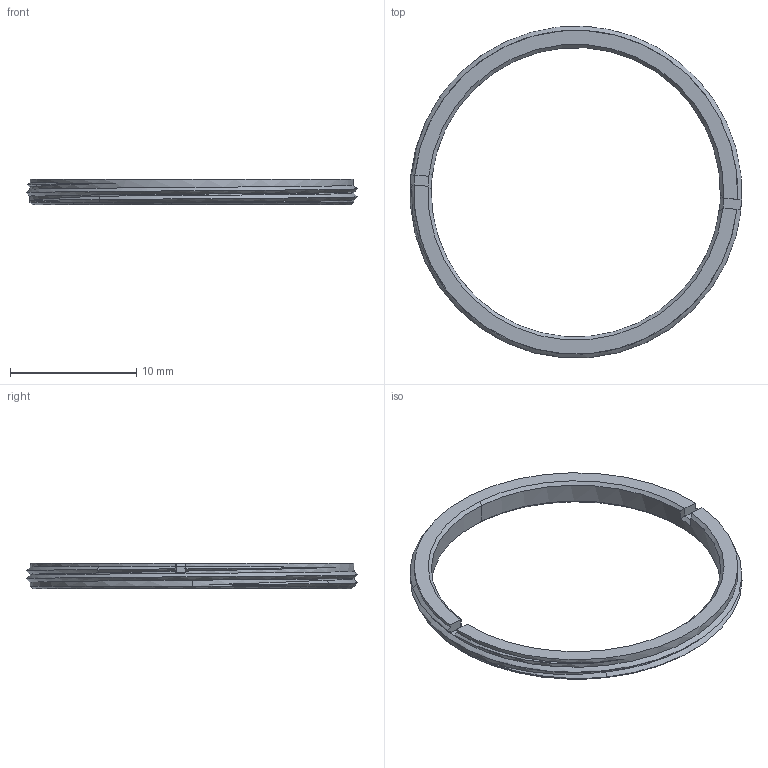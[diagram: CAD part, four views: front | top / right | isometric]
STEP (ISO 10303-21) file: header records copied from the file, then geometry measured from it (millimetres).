
FILE_DESCRIPTION((''),'2;1');
FILE_NAME('CSK3_1','2021-08-16T',('Administrator'),(''),'CREO PARAMETRIC BY PTC INC, 2017300','CREO PARAMETRIC BY PTC INC, 2017300','');
FILE_SCHEMA(('CONFIG_CONTROL_DESIGN'));
Length unit declared in the file: millimetre
Products named in the file (1): CSK3_1
Bounding box: 26.22 x 26.23 x 2.03 mm (x, y, z)
Volume: 216 mm3; surface area: 536.5 mm2
Topology: 1 solids, 1 shells, 39 faces, 96 edges, 58 vertices
Faces by surface type: plane 13, bspline 11, cone 8, cylinder 7
Entity records: 2091 total; most frequent: CARTESIAN_POINT 1221, ORIENTED_EDGE 192, DIRECTION 137, EDGE_CURVE 96, VERTEX_POINT 58, AXIS2_PLACEMENT_3D 50, EDGE_LOOP 40, FACE_OUTER_BOUND 39
